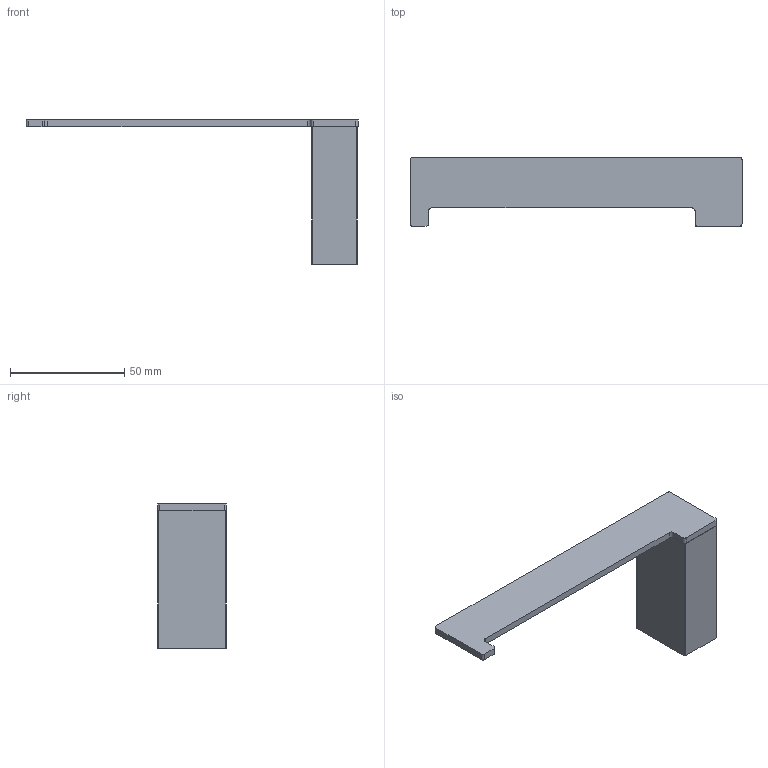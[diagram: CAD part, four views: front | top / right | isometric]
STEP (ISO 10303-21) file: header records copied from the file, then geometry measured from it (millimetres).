
FILE_DESCRIPTION (( 'STEP AP203' ), '1' );
FILE_NAME ('3386.STEP', '2016-07-20T14:31:02', ( '微软中国' ), ( 'Microsoft' ), 'SwSTEP 2.0', 'SolidWorks 2012', '' );
FILE_SCHEMA (( 'CONFIG_CONTROL_DESIGN' ));
Length unit declared in the file: millimetre
Products named in the file (8): 33釱; 33假蚾え; 3386; 3386拸裔翎祧像; 33爾え; 内六角凹端紧定螺丝M5X5; 圉埴芛蹟佪M4X8
Assembly tree (9 placements, depth 3):
  3386
    33假蚾え
    33釱
    圉埴芛蹟佪M4X8  x2
    内六角凹端紧定螺丝M5X5
    3386拸裔翎祧像
      3386拸裔翎祧像
      33爾え  x2
Bounding box: 145 x 30 x 63 mm (x, y, z)
Volume: 29897.7 mm3; surface area: 22705.3 mm2
Topology: 8 solids, 8 shells, 270 faces, 702 edges, 455 vertices
Faces by surface type: cylinder 122, plane 97, cone 37, bspline 10, torus 4
Entity records: 9440 total; most frequent: CARTESIAN_POINT 3642, ORIENTED_EDGE 1080, DIRECTION 981, EDGE_CURVE 540, VERTEX_POINT 351, AXIS2_PLACEMENT_3D 350, VECTOR 281, LINE 281
